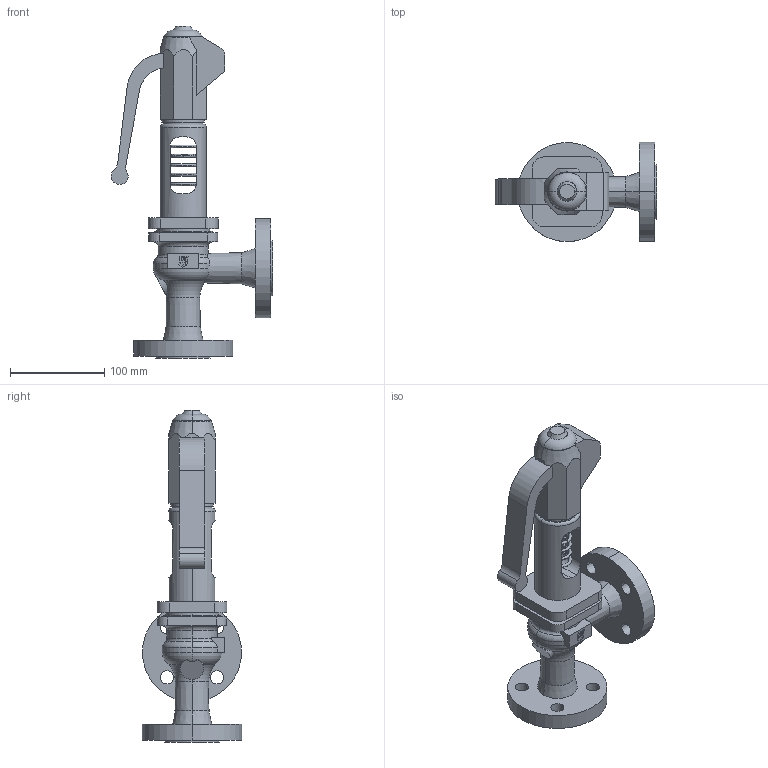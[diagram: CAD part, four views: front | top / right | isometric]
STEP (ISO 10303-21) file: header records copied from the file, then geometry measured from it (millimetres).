
FILE_DESCRIPTION(('HOOPS Exchange Step'),'2;1');
FILE_NAME('SF0202_DN20.stp','2025-12-22T15:44:34+01:00',('nieru'),('Unknown organisation'),'HOOPS Exchange 2024.2','HOOPS Exchange','Unknown authorisation');
FILE_SCHEMA( ('AP203_CONFIGURATION_CONTROLLED_3D_DESIGN_OF_MECHANICAL_PARTS_AND_ASSEMBLIES_MIM_LF') );
Length unit declared in the file: millimetre
Products named in the file (2): 0; root
Assembly tree (1 placements, depth 2):
  root
    0
Bounding box: 171.27 x 105 x 351.5 mm (x, y, z)
Volume: 1011298.1 mm3; surface area: 140674.6 mm2
Topology: 1 solids, 1 shells, 204 faces, 565 edges, 367 vertices
Faces by surface type: plane 84, cylinder 62, torus 43, cone 13, bspline 2
Entity records: 14137 total; most frequent: CARTESIAN_POINT 8943, ORIENTED_EDGE 1130, DIRECTION 1014, EDGE_CURVE 565, AXIS2_PLACEMENT_3D 389, VERTEX_POINT 367, EDGE_LOOP 246, FACE_BOUND 246
